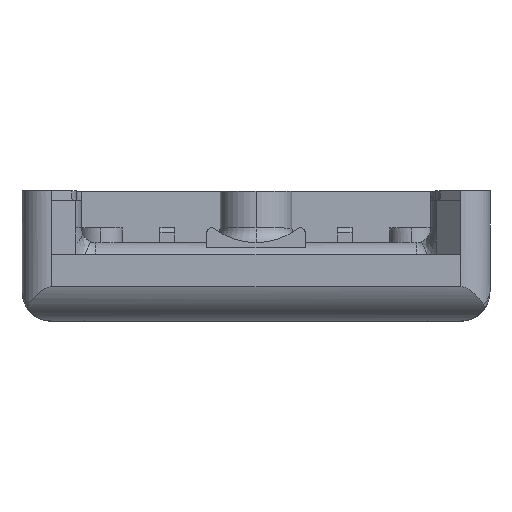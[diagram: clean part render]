
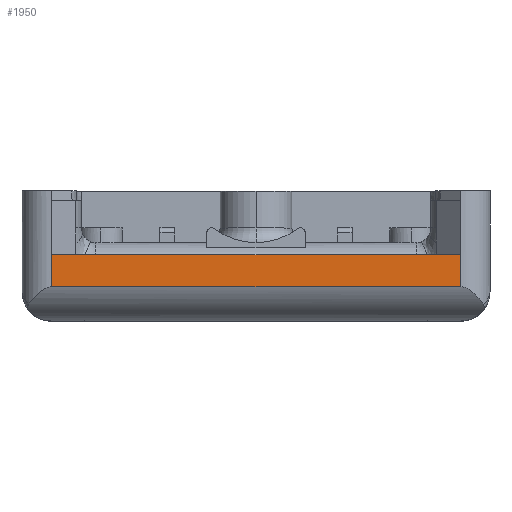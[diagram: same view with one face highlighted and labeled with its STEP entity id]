
A CAD part, top view. The second image highlights one B-rep face of the part: STEP entity #1950.
In plain terms, the highlighted planar face has unit normal (0, 0, 1).
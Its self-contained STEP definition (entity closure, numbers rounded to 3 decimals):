
#275 = LINE ( 'NONE', #1471, #4227 ) ;
#943 = VERTEX_POINT ( 'NONE', #4096 ) ;
#1028 = EDGE_CURVE ( 'NONE', #10070, #11241, #1197, .T. ) ;
#1197 = LINE ( 'NONE', #1567, #7451 ) ;
#1471 = CARTESIAN_POINT ( 'NONE',  ( 26.959, -0.5, 50.172 ) ) ;
#1567 = CARTESIAN_POINT ( 'NONE',  ( -62.041, -7., 50.172 ) ) ;
#1950 = ADVANCED_FACE ( 'NONE', ( #11200 ), #6379, .T. ) ;
#2169 = ORIENTED_EDGE ( 'NONE', *, *, #4198, .T. ) ;
#3225 = DIRECTION ( 'NONE',  ( -1., 0., 0. ) ) ;
#3244 = LINE ( 'NONE', #4122, #7965 ) ;
#3249 = CARTESIAN_POINT ( 'NONE',  ( 26.959, -0.5, 50.172 ) ) ;
#3751 = DIRECTION ( 'NONE',  ( 0., 0., 1. ) ) ;
#4096 = CARTESIAN_POINT ( 'NONE',  ( -56.041, -0.5, 50.172 ) ) ;
#4122 = CARTESIAN_POINT ( 'NONE',  ( -56.041, -14., 50.172 ) ) ;
#4198 = EDGE_CURVE ( 'NONE', #11241, #9604, #275, .T. ) ;
#4227 = VECTOR ( 'NONE', #7690, 1000. ) ;
#4553 = ORIENTED_EDGE ( 'NONE', *, *, #9320, .T. ) ;
#4678 = EDGE_CURVE ( 'NONE', #943, #10070, #3244, .T. ) ;
#5703 = CARTESIAN_POINT ( 'NONE',  ( -56.041, -7., 50.172 ) ) ;
#6379 = PLANE ( 'NONE',  #8449 ) ;
#6615 = ORIENTED_EDGE ( 'NONE', *, *, #4678, .T. ) ;
#6874 = DIRECTION ( 'NONE',  ( 1., 0., 0. ) ) ;
#7451 = VECTOR ( 'NONE', #6874, 1000. ) ;
#7690 = DIRECTION ( 'NONE',  ( 0., 1., 0. ) ) ;
#7965 = VECTOR ( 'NONE', #9447, 1000. ) ;
#8162 = CARTESIAN_POINT ( 'NONE',  ( 26.959, -7., 50.172 ) ) ;
#8449 = AXIS2_PLACEMENT_3D ( 'NONE', #10778, #3751, #9956 ) ;
#8902 = VECTOR ( 'NONE', #3225, 1000. ) ;
#8988 = ORIENTED_EDGE ( 'NONE', *, *, #1028, .T. ) ;
#9152 = EDGE_LOOP ( 'NONE', ( #6615, #8988, #2169, #4553 ) ) ;
#9320 = EDGE_CURVE ( 'NONE', #9604, #943, #11261, .T. ) ;
#9379 = CARTESIAN_POINT ( 'NONE',  ( 0., -0.5, 50.172 ) ) ;
#9447 = DIRECTION ( 'NONE',  ( 0., -1., 0. ) ) ;
#9604 = VERTEX_POINT ( 'NONE', #3249 ) ;
#9956 = DIRECTION ( 'NONE',  ( 1., 0., 0. ) ) ;
#10070 = VERTEX_POINT ( 'NONE', #5703 ) ;
#10778 = CARTESIAN_POINT ( 'NONE',  ( 0., -0.5, 50.172 ) ) ;
#11200 = FACE_OUTER_BOUND ( 'NONE', #9152, .T. ) ;
#11241 = VERTEX_POINT ( 'NONE', #8162 ) ;
#11261 = LINE ( 'NONE', #9379, #8902 ) ;
